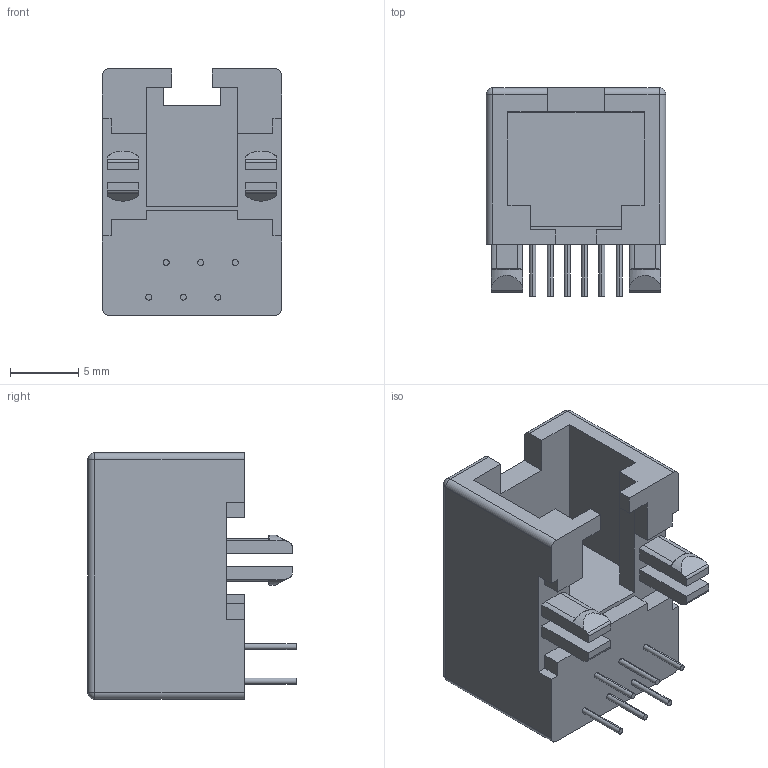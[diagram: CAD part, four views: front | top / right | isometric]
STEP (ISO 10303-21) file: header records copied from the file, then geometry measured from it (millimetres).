
FILE_DESCRIPTION (( 'STEP AP214' ), '1' );
FILE_NAME ('GMX-N-66_rA2.STEP', '2012-11-05T17:21:15', ( 'Daniel' ), ( 'Microsoft' ), 'SwSTEP 2.0', 'SolidWorks 2012', '' );
FILE_SCHEMA (( 'AUTOMOTIVE_DESIGN' ));
Length unit declared in the file: millimetre
Products named in the file (1): GMX-N-66_rA2
Bounding box: 13.2 x 15.3 x 18.1 mm (x, y, z)
Volume: 1830.4 mm3; surface area: 1589.3 mm2
Topology: 1 solids, 1 shells, 125 faces, 323 edges, 206 vertices
Faces by surface type: plane 78, cylinder 37, torus 6, sphere 4
Entity records: 4057 total; most frequent: CARTESIAN_POINT 751, DIRECTION 639, ORIENTED_EDGE 638, EDGE_CURVE 319, LINE 227, VECTOR 227, VERTEX_POINT 206, AXIS2_PLACEMENT_3D 206
